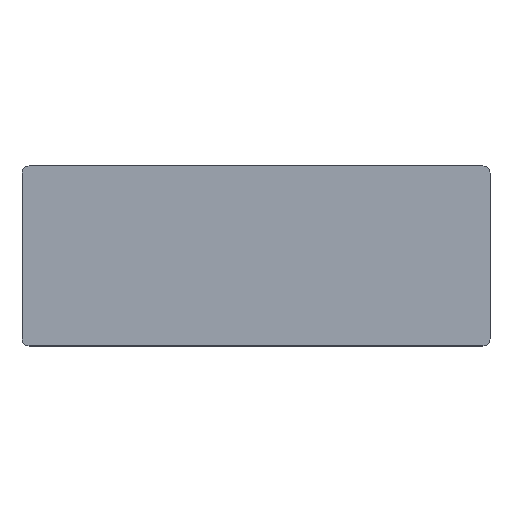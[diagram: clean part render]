
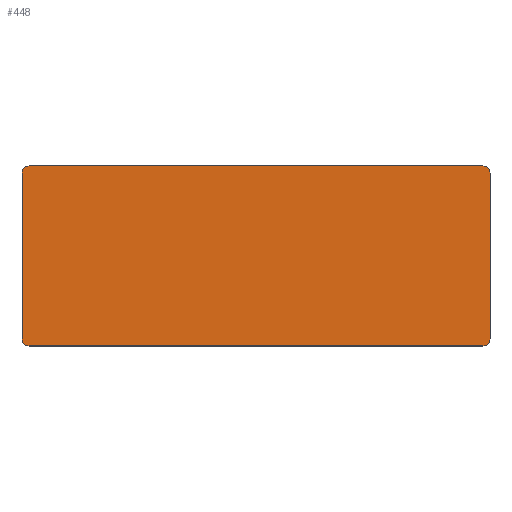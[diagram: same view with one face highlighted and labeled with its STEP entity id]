
A CAD part, top view. The second image highlights one B-rep face of the part: STEP entity #448.
In plain terms, the highlighted planar face has unit normal (0, 0, 1).
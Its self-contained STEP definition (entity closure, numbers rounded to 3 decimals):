
#19=PLANE($,#511);
#30=LINE($,#723,#58);
#34=LINE($,#735,#62);
#38=LINE($,#747,#66);
#42=LINE($,#757,#70);
#58=VECTOR($,#596,4600.);
#62=VECTOR($,#608,12600.);
#66=VECTOR($,#620,4600.);
#70=VECTOR($,#632,12600.);
#140=FACE_OUTER_BOUND($,#188,.T.);
#188=EDGE_LOOP($,(#376,#377,#378,#379,#380,#381,#382,#383));
#213=CIRCLE($,#497,200.);
#215=CIRCLE($,#501,200.);
#217=CIRCLE($,#505,200.);
#219=CIRCLE($,#509,200.);
#238=VERTEX_POINT($,#714);
#239=VERTEX_POINT($,#716);
#241=VERTEX_POINT($,#722);
#243=VERTEX_POINT($,#728);
#245=VERTEX_POINT($,#734);
#247=VERTEX_POINT($,#740);
#249=VERTEX_POINT($,#746);
#251=VERTEX_POINT($,#752);
#278=EDGE_CURVE($,#239,#238,#213,.T.);
#281=EDGE_CURVE($,#241,#239,#30,.T.);
#284=EDGE_CURVE($,#243,#241,#215,.T.);
#287=EDGE_CURVE($,#245,#243,#34,.T.);
#290=EDGE_CURVE($,#247,#245,#217,.T.);
#293=EDGE_CURVE($,#249,#247,#38,.T.);
#296=EDGE_CURVE($,#251,#249,#219,.T.);
#299=EDGE_CURVE($,#238,#251,#42,.T.);
#376=ORIENTED_EDGE($,*,*,#299,.T.);
#377=ORIENTED_EDGE($,*,*,#296,.T.);
#378=ORIENTED_EDGE($,*,*,#293,.T.);
#379=ORIENTED_EDGE($,*,*,#290,.T.);
#380=ORIENTED_EDGE($,*,*,#287,.T.);
#381=ORIENTED_EDGE($,*,*,#284,.T.);
#382=ORIENTED_EDGE($,*,*,#281,.T.);
#383=ORIENTED_EDGE($,*,*,#278,.T.);
#448=ADVANCED_FACE($,(#140),#19,.T.);
#497=AXIS2_PLACEMENT_3D($,#717,#590,#591);
#501=AXIS2_PLACEMENT_3D($,#729,#602,#603);
#505=AXIS2_PLACEMENT_3D($,#741,#614,#615);
#509=AXIS2_PLACEMENT_3D($,#753,#626,#627);
#511=AXIS2_PLACEMENT_3D($,#758,#633,#634);
#590=DIRECTION('center_axis',(0.,0.,1.));
#591=DIRECTION('ref_axis',(-1.,0.,0.));
#596=DIRECTION($,(0.,-1.,0.));
#602=DIRECTION('center_axis',(0.,0.,1.));
#603=DIRECTION('ref_axis',(0.,1.,0.));
#608=DIRECTION($,(-1.,0.,0.));
#614=DIRECTION('center_axis',(0.,0.,1.));
#615=DIRECTION('ref_axis',(1.,0.,0.));
#620=DIRECTION($,(0.,1.,0.));
#626=DIRECTION('center_axis',(0.,0.,1.));
#627=DIRECTION('ref_axis',(0.,-1.,0.));
#632=DIRECTION($,(1.,0.,0.));
#633=DIRECTION('center_axis',(0.,0.,1.));
#634=DIRECTION('ref_axis',(1.,0.,0.));
#714=CARTESIAN_POINT('',(200.,-5000.,4300.));
#716=CARTESIAN_POINT('',(0.,-4800.,4300.));
#717=CARTESIAN_POINT('Origin',(200.,-4800.,4300.));
#722=CARTESIAN_POINT('',(0.,-200.,4300.));
#723=CARTESIAN_POINT($,(0.,-200.,4300.));
#728=CARTESIAN_POINT('',(200.,0.,4300.));
#729=CARTESIAN_POINT('Origin',(200.,-200.,4300.));
#734=CARTESIAN_POINT('',(12800.,0.,4300.));
#735=CARTESIAN_POINT($,(12800.,0.,4300.));
#740=CARTESIAN_POINT('',(13000.,-200.,4300.));
#741=CARTESIAN_POINT('Origin',(12800.,-200.,4300.));
#746=CARTESIAN_POINT('',(13000.,-4800.,4300.));
#747=CARTESIAN_POINT($,(13000.,-4800.,4300.));
#752=CARTESIAN_POINT('',(12800.,-5000.,4300.));
#753=CARTESIAN_POINT('Origin',(12800.,-4800.,4300.));
#757=CARTESIAN_POINT($,(200.,-5000.,4300.));
#758=CARTESIAN_POINT('Origin',(6500.,-2500.,4300.));
